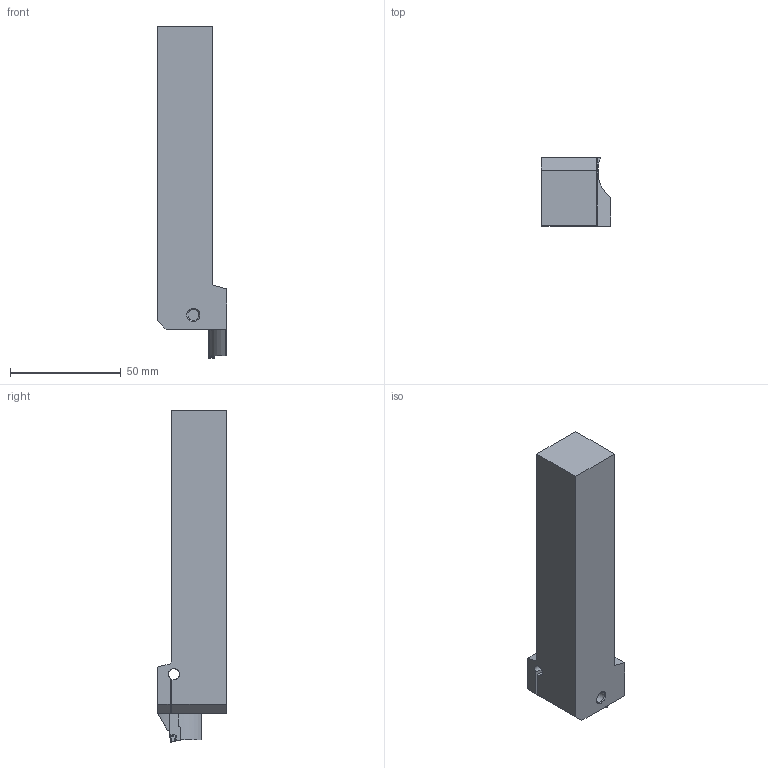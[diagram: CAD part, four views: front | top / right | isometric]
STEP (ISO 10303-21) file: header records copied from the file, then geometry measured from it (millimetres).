
FILE_DESCRIPTION(/* description */ (''),/* implementation_level */ '2;1');
FILE_NAME(/* name */ 'GL3-S2525MFL-12-R035027_204655007_SIM.stp',/* time_stamp */ '2023-03-29T07:25:04+02:00',/* author */ (''),/* organization */ (''),/* preprocessor_version */ 'ST-DEVELOPER v16.7',/* originating_system */ 'SIEMENS PLM Software NX 12.0',/* authorisation */ '');
FILE_SCHEMA (('AUTOMOTIVE_DESIGN { 1 0 10303 214 3 1 1 1 }'));
Length unit declared in the file: millimetre
Products named in the file (1): wq704F8450479mxx
Bounding box: 31.44 x 31 x 149.99 mm (x, y, z)
Volume: 89586.7 mm3; surface area: 17865.7 mm2
Topology: 2 solids, 2 shells, 394 faces, 1026 edges, 624 vertices
Faces by surface type: bspline 185, cylinder 99, plane 89, extrusion 11, sphere 8, cone 2
Full cylindrical faces by diameter (mm): 5 x1
Entity records: 14927 total; most frequent: CARTESIAN_POINT 7088, ORIENTED_EDGE 2004, DIRECTION 1084, EDGE_CURVE 1002, VERTEX_POINT 617, B_SPLINE_CURVE_WITH_KNOTS 497, AXIS2_PLACEMENT_3D 400, EDGE_LOOP 399
